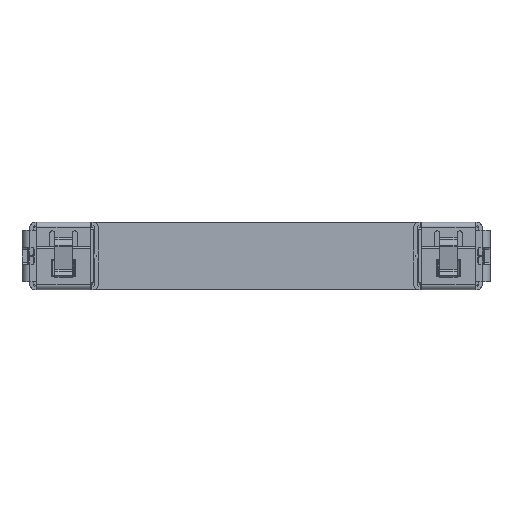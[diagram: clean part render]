
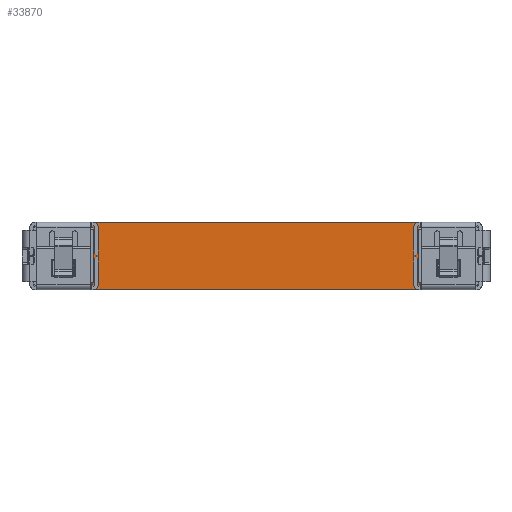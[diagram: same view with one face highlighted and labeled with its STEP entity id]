
A CAD part, front view. The second image highlights one B-rep face of the part: STEP entity #33870.
In plain terms, the highlighted planar face has unit normal (0, -1, 0).
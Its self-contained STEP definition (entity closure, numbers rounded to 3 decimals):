
#32840=CARTESIAN_POINT('',(40.769,31.195,-0.6));
#32850=DIRECTION('',(0.,1.,0.));
#32860=DIRECTION('',(-1.,0.,0.));
#32870=AXIS2_PLACEMENT_3D('',#32840,#32850,#32860);
#32880=PLANE('',#32870);
#32890=CARTESIAN_POINT('',(17.369,31.195,
1.8));
#32900=DIRECTION('',(0.,0.,1.));
#32910=VECTOR('',#32900,1.);
#32920=LINE('',#32890,#32910);
#32930=CARTESIAN_POINT('',(17.369,31.195,
-0.8));
#32940=VERTEX_POINT('',#32930);
#32950=CARTESIAN_POINT('',(17.369,31.195,
-0.6));
#32960=VERTEX_POINT('',#32950);
#32970=EDGE_CURVE('',#32940,#32960,#32920,.T.);
#32980=ORIENTED_EDGE('',*,*,#32970,.F.);
#32990=CARTESIAN_POINT('',(56.338,31.195,38.369))
;
#33000=DIRECTION('',(-0.707,0.,
-0.707));
#33010=VECTOR('',#33000,1.);
#33020=LINE('',#32990,#33010);
#33030=CARTESIAN_POINT('',(17.569,31.195,
-0.4));
#33040=VERTEX_POINT('',#33030);
#33050=EDGE_CURVE('',#33040,#32960,#33020,.T.);
#33060=ORIENTED_EDGE('',*,*,#33050,.T.);
#33070=CARTESIAN_POINT('',(17.569,31.195,0.));
#33080=DIRECTION('',(0.,0.,1.));
#33090=VECTOR('',#33080,1.);
#33100=LINE('',#33070,#33090);
#33110=CARTESIAN_POINT('',(17.569,31.195,2.7));
#33120=VERTEX_POINT('',#33110);
#33130=EDGE_CURVE('',#33040,#33120,#33100,.T.);
#33140=ORIENTED_EDGE('',*,*,#33130,.F.);
#33150=CARTESIAN_POINT('',(56.338,31.195,-36.069)
);
#33160=DIRECTION('',(0.707,0.,
-0.707));
#33170=VECTOR('',#33160,1.);
#33180=LINE('',#33150,#33170);
#33190=CARTESIAN_POINT('',(17.369,31.195,
2.9));
#33200=VERTEX_POINT('',#33190);
#33210=EDGE_CURVE('',#33200,#33120,#33180,.T.);
#33220=ORIENTED_EDGE('',*,*,#33210,.T.);
#33230=CARTESIAN_POINT('',(17.369,31.195,
0.5));
#33240=DIRECTION('',(0.,0.,-1.));
#33250=VECTOR('',#33240,1.);
#33260=LINE('',#33230,#33250);
#33270=CARTESIAN_POINT('',(17.369,31.195,
3.1));
#33280=VERTEX_POINT('',#33270);
#33290=EDGE_CURVE('',#33280,#33200,#33260,.T.);
#33300=ORIENTED_EDGE('',*,*,#33290,.T.);
#33310=CARTESIAN_POINT('',(11.341,31.195,
3.1));
#33320=DIRECTION('',(1.,0.,0.));
#33330=VECTOR('',#33320,1.);
#33340=LINE('',#33310,#33330);
#33350=CARTESIAN_POINT('',(36.469,31.195,3.1));
#33360=VERTEX_POINT('',#33350);
#33370=EDGE_CURVE('',#33280,#33360,#33340,.T.);
#33380=ORIENTED_EDGE('',*,*,#33370,.F.);
#33390=CARTESIAN_POINT('',(36.469,31.195,0.5));
#33400=DIRECTION('',(0.,0.,-1.));
#33410=VECTOR('',#33400,1.);
#33420=LINE('',#33390,#33410);
#33430=CARTESIAN_POINT('',(36.469,31.195,2.9));
#33440=VERTEX_POINT('',#33430);
#33450=EDGE_CURVE('',#33360,#33440,#33420,.T.);
#33460=ORIENTED_EDGE('',*,*,#33450,.F.);
#33470=CARTESIAN_POINT('',(-2.5,31.195,-36.069));
#33480=DIRECTION('',(-0.707,0.,
-0.707));
#33490=VECTOR('',#33480,1.);
#33500=LINE('',#33470,#33490);
#33510=CARTESIAN_POINT('',(36.269,31.195,2.7));
#33520=VERTEX_POINT('',#33510);
#33530=EDGE_CURVE('',#33440,#33520,#33500,.T.);
#33540=ORIENTED_EDGE('',*,*,#33530,.F.);
#33550=CARTESIAN_POINT('',(36.269,31.195,0.));
#33560=DIRECTION('',(0.,0.,1.));
#33570=VECTOR('',#33560,1.);
#33580=LINE('',#33550,#33570);
#33590=CARTESIAN_POINT('',(36.269,31.195,-0.4));
#33600=VERTEX_POINT('',#33590);
#33610=EDGE_CURVE('',#33600,#33520,#33580,.T.);
#33620=ORIENTED_EDGE('',*,*,#33610,.T.);
#33630=CARTESIAN_POINT('',(-2.5,31.195,38.369));
#33640=DIRECTION('',(0.707,0.,
-0.707));
#33650=VECTOR('',#33640,1.);
#33660=LINE('',#33630,#33650);
#33670=CARTESIAN_POINT('',(36.469,31.195,-0.6));
#33680=VERTEX_POINT('',#33670);
#33690=EDGE_CURVE('',#33600,#33680,#33660,.T.);
#33700=ORIENTED_EDGE('',*,*,#33690,.F.);
#33710=CARTESIAN_POINT('',(36.469,31.195,1.8));
#33720=DIRECTION('',(0.,0.,1.));
#33730=VECTOR('',#33720,1.);
#33740=LINE('',#33710,#33730);
#33750=CARTESIAN_POINT('',(36.469,31.195,-0.8));
#33760=VERTEX_POINT('',#33750);
#33770=EDGE_CURVE('',#33760,#33680,#33740,.T.);
#33780=ORIENTED_EDGE('',*,*,#33770,.T.);
#33790=CARTESIAN_POINT('',(52.113,31.195,
-0.8));
#33800=DIRECTION('',(-1.,0.,0.));
#33810=VECTOR('',#33800,1.);
#33820=LINE('',#33790,#33810);
#33830=EDGE_CURVE('',#33760,#32940,#33820,.T.);
#33840=ORIENTED_EDGE('',*,*,#33830,.F.);
#33850=EDGE_LOOP('',(#33840,#33780,#33700,#33620,#33540,#33460,#33380,
#33300,#33220,#33140,#33060,#32980));
#33860=FACE_OUTER_BOUND('',#33850,.T.);
#33870=ADVANCED_FACE('',(#33860),#32880,.F.);
